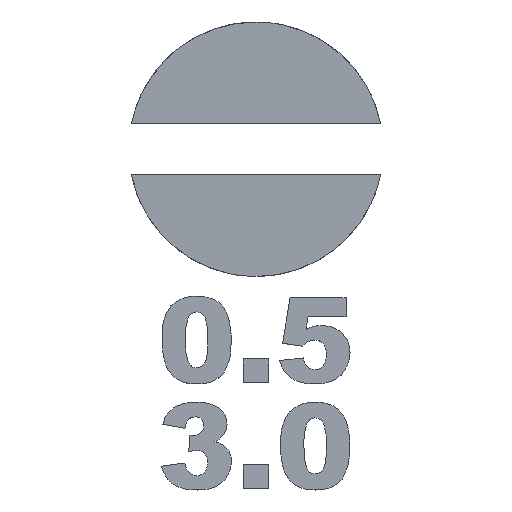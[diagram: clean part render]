
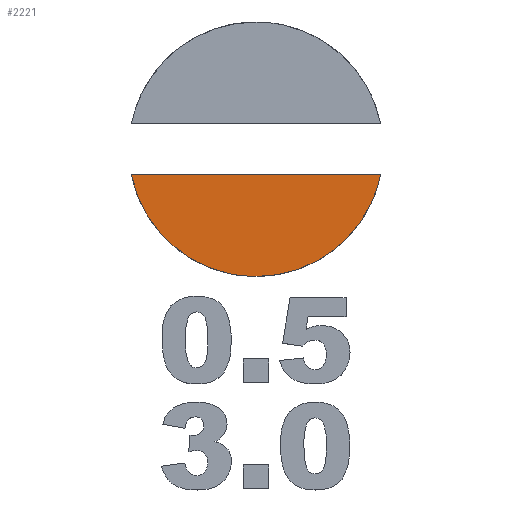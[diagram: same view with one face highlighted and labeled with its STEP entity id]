
A CAD part, top view. The second image highlights one B-rep face of the part: STEP entity #2221.
In plain terms, the highlighted planar face has unit normal (0, 0, 1).
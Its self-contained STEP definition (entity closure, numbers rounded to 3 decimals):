
#313=PLANE('',#2370);
#353=FACE_OUTER_BOUND('',#485,.T.);
#485=EDGE_LOOP('',(#1543,#1544,#1545));
#621=LINE('',#2721,#777);
#777=VECTOR('',#2420,10.);
#929=(
BOUNDED_CURVE()
B_SPLINE_CURVE(3,(#2689,#2690,#2691,#2692),.UNSPECIFIED.,.F.,.F.)
B_SPLINE_CURVE_WITH_KNOTS((4,4),(0.,1.),.UNSPECIFIED.)
CURVE()
GEOMETRIC_REPRESENTATION_ITEM()
RATIONAL_B_SPLINE_CURVE((1.,1.,1.,1.))
REPRESENTATION_ITEM('')
);
#931=(
BOUNDED_CURVE()
B_SPLINE_CURVE(3,(#2710,#2711,#2712,#2713),.UNSPECIFIED.,.F.,.F.)
B_SPLINE_CURVE_WITH_KNOTS((4,4),(0.,1.),.UNSPECIFIED.)
CURVE()
GEOMETRIC_REPRESENTATION_ITEM()
RATIONAL_B_SPLINE_CURVE((1.,1.,1.,1.))
REPRESENTATION_ITEM('')
);
#939=VERTEX_POINT('',#2687);
#940=VERTEX_POINT('',#2688);
#943=VERTEX_POINT('',#2709);
#1174=EDGE_CURVE('',#939,#940,#929,.T.);
#1178=EDGE_CURVE('',#940,#943,#931,.T.);
#1181=EDGE_CURVE('',#943,#939,#621,.T.);
#1543=ORIENTED_EDGE('',*,*,#1181,.T.);
#1544=ORIENTED_EDGE('',*,*,#1174,.T.);
#1545=ORIENTED_EDGE('',*,*,#1178,.T.);
#2221=ADVANCED_FACE('',(#353),#313,.T.);
#2370=AXIS2_PLACEMENT_3D('',#2723,#2422,#2423);
#2420=DIRECTION('',(-1.,0.,0.));
#2422=DIRECTION('center_axis',(0.,0.,1.));
#2423=DIRECTION('ref_axis',(-1.,0.,0.));
#2687=CARTESIAN_POINT('',(154.124,-155.205,0.));
#2688=CARTESIAN_POINT('',(160.002,-160.,0.));
#2689=CARTESIAN_POINT('Ctrl Pts',(154.124,-155.205,0.));
#2690=CARTESIAN_POINT('Ctrl Pts',(154.682,-157.941,0.));
#2691=CARTESIAN_POINT('Ctrl Pts',(157.102,-160.,0.));
#2692=CARTESIAN_POINT('Ctrl Pts',(160.002,-160.,0.));
#2709=CARTESIAN_POINT('',(165.881,-155.205,0.));
#2710=CARTESIAN_POINT('Ctrl Pts',(160.002,-160.,0.));
#2711=CARTESIAN_POINT('Ctrl Pts',(162.904,-160.,0.));
#2712=CARTESIAN_POINT('Ctrl Pts',(165.324,-157.941,0.));
#2713=CARTESIAN_POINT('Ctrl Pts',(165.881,-155.205,0.));
#2721=CARTESIAN_POINT('',(165.881,-155.205,0.));
#2723=CARTESIAN_POINT('Origin',(160.002,-157.602,0.));
